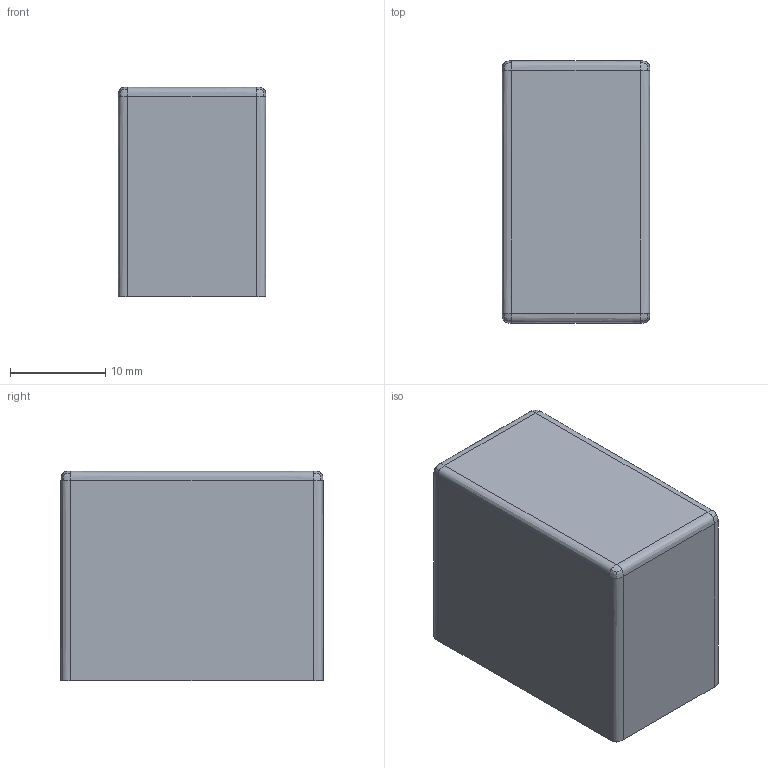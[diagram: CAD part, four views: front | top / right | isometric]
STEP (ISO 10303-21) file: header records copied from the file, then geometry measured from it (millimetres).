
FILE_DESCRIPTION (( 'STEP AP214' ), '1' );
FILE_NAME ('àðò. KRT640.STEP', '2014-06-04T09:43:53', ( '' ), ( '' ), 'SwSTEP 2.0', 'SolidWorks 2014', '' );
FILE_SCHEMA (( 'AUTOMOTIVE_DESIGN' ));
Length unit declared in the file: millimetre
Products named in the file (1): àðò. KRT640
Bounding box: 15.5 x 27.5 x 22 mm (x, y, z)
Volume: 1724.8 mm3; surface area: 4372.9 mm2
Topology: 1 solids, 1 shells, 47 faces, 108 edges, 64 vertices
Faces by surface type: bspline 36, plane 11
Entity records: 3228 total; most frequent: CARTESIAN_POINT 2454, ORIENTED_EDGE 216, EDGE_CURVE 108, B_SPLINE_CURVE_WITH_KNOTS 82, VERTEX_POINT 64, EDGE_LOOP 48, FACE_OUTER_BOUND 47, ADVANCED_FACE 47
